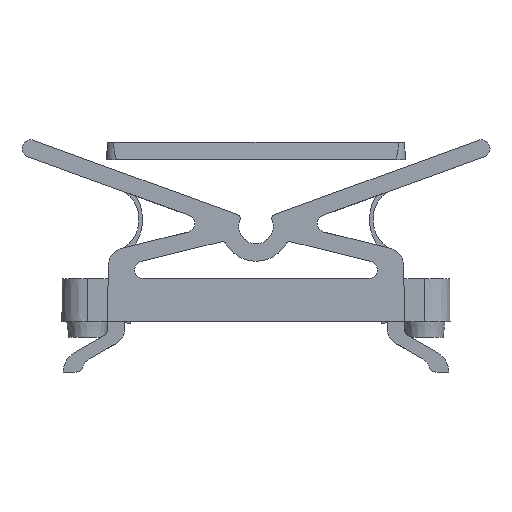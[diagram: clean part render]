
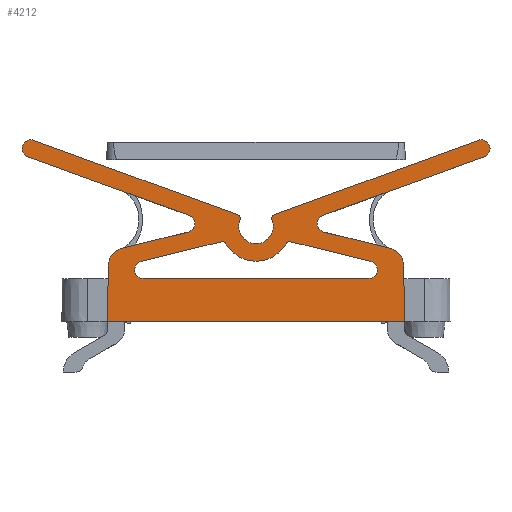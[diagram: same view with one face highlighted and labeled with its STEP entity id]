
A CAD part, left-side view. The second image highlights one B-rep face of the part: STEP entity #4212.
In plain terms, the highlighted planar face has unit normal (-1, 0, 0).
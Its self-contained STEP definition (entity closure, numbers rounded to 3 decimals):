
#214=CIRCLE('',#4541,0.5);
#215=CIRCLE('',#4542,4.);
#216=CIRCLE('',#4543,0.5);
#217=CIRCLE('',#4544,1.);
#218=CIRCLE('',#4545,1.);
#219=CIRCLE('',#4546,2.);
#220=CIRCLE('',#4547,1.);
#221=CIRCLE('',#4548,1.);
#222=CIRCLE('',#4549,0.5);
#223=CIRCLE('',#4550,2.);
#224=CIRCLE('',#4551,0.5);
#225=CIRCLE('',#4552,1.);
#226=CIRCLE('',#4553,1.);
#227=CIRCLE('',#4554,2.);
#656=ORIENTED_EDGE('',*,*,#1834,.T.);
#657=ORIENTED_EDGE('',*,*,#1835,.F.);
#658=ORIENTED_EDGE('',*,*,#1836,.T.);
#659=ORIENTED_EDGE('',*,*,#1837,.T.);
#660=ORIENTED_EDGE('',*,*,#1838,.T.);
#661=ORIENTED_EDGE('',*,*,#1839,.T.);
#662=ORIENTED_EDGE('',*,*,#1840,.T.);
#663=ORIENTED_EDGE('',*,*,#1841,.T.);
#664=ORIENTED_EDGE('',*,*,#1842,.F.);
#665=ORIENTED_EDGE('',*,*,#1670,.F.);
#666=ORIENTED_EDGE('',*,*,#1843,.F.);
#667=ORIENTED_EDGE('',*,*,#1844,.F.);
#668=ORIENTED_EDGE('',*,*,#1845,.T.);
#669=ORIENTED_EDGE('',*,*,#1600,.F.);
#670=ORIENTED_EDGE('',*,*,#1846,.F.);
#671=ORIENTED_EDGE('',*,*,#1847,.F.);
#672=ORIENTED_EDGE('',*,*,#1848,.F.);
#673=ORIENTED_EDGE('',*,*,#1849,.T.);
#674=ORIENTED_EDGE('',*,*,#1850,.F.);
#675=ORIENTED_EDGE('',*,*,#1851,.F.);
#676=ORIENTED_EDGE('',*,*,#1852,.F.);
#677=ORIENTED_EDGE('',*,*,#1622,.F.);
#678=ORIENTED_EDGE('',*,*,#1853,.T.);
#679=ORIENTED_EDGE('',*,*,#1854,.F.);
#680=ORIENTED_EDGE('',*,*,#1855,.F.);
#681=ORIENTED_EDGE('',*,*,#1718,.F.);
#1600=EDGE_CURVE('',#2210,#2211,#2636,.T.);
#1622=EDGE_CURVE('',#2232,#2233,#2658,.T.);
#1670=EDGE_CURVE('',#2280,#2281,#2702,.T.);
#1718=EDGE_CURVE('',#2328,#2329,#2742,.T.);
#1834=EDGE_CURVE('',#2406,#2407,#214,.T.);
#1835=EDGE_CURVE('',#2408,#2407,#215,.T.);
#1836=EDGE_CURVE('',#2408,#2409,#216,.T.);
#1837=EDGE_CURVE('',#2409,#2410,#2808,.T.);
#1838=EDGE_CURVE('',#2410,#2411,#217,.T.);
#1839=EDGE_CURVE('',#2411,#2412,#2809,.T.);
#1840=EDGE_CURVE('',#2412,#2413,#218,.T.);
#1841=EDGE_CURVE('',#2413,#2406,#2810,.T.);
#1842=EDGE_CURVE('',#2281,#2328,#2811,.T.);
#1843=EDGE_CURVE('',#2414,#2280,#219,.T.);
#1844=EDGE_CURVE('',#2415,#2414,#2812,.T.);
#1845=EDGE_CURVE('',#2415,#2211,#220,.T.);
#1846=EDGE_CURVE('',#2416,#2210,#221,.T.);
#1847=EDGE_CURVE('',#2417,#2416,#2813,.T.);
#1848=EDGE_CURVE('',#2418,#2417,#222,.T.);
#1849=EDGE_CURVE('',#2418,#2419,#223,.T.);
#1850=EDGE_CURVE('',#2420,#2419,#224,.T.);
#1851=EDGE_CURVE('',#2421,#2420,#2814,.T.);
#1852=EDGE_CURVE('',#2233,#2421,#225,.T.);
#1853=EDGE_CURVE('',#2232,#2422,#226,.T.);
#1854=EDGE_CURVE('',#2423,#2422,#2815,.T.);
#1855=EDGE_CURVE('',#2329,#2423,#227,.T.);
#2210=VERTEX_POINT('',#6262);
#2211=VERTEX_POINT('',#6264);
#2232=VERTEX_POINT('',#6309);
#2233=VERTEX_POINT('',#6311);
#2280=VERTEX_POINT('',#6408);
#2281=VERTEX_POINT('',#6410);
#2328=VERTEX_POINT('',#6519);
#2329=VERTEX_POINT('',#6521);
#2406=VERTEX_POINT('',#6745);
#2407=VERTEX_POINT('',#6746);
#2408=VERTEX_POINT('',#6748);
#2409=VERTEX_POINT('',#6750);
#2410=VERTEX_POINT('',#6752);
#2411=VERTEX_POINT('',#6754);
#2412=VERTEX_POINT('',#6756);
#2413=VERTEX_POINT('',#6758);
#2414=VERTEX_POINT('',#6762);
#2415=VERTEX_POINT('',#6764);
#2416=VERTEX_POINT('',#6767);
#2417=VERTEX_POINT('',#6769);
#2418=VERTEX_POINT('',#6771);
#2419=VERTEX_POINT('',#6773);
#2420=VERTEX_POINT('',#6775);
#2421=VERTEX_POINT('',#6777);
#2422=VERTEX_POINT('',#6780);
#2423=VERTEX_POINT('',#6782);
#2636=LINE('',#6263,#3020);
#2658=LINE('',#6310,#3042);
#2702=LINE('',#6409,#3086);
#2742=LINE('',#6520,#3126);
#2808=LINE('',#6751,#3192);
#2809=LINE('',#6755,#3193);
#2810=LINE('',#6759,#3194);
#2811=LINE('',#6760,#3195);
#2812=LINE('',#6763,#3196);
#2813=LINE('',#6768,#3197);
#2814=LINE('',#6776,#3198);
#2815=LINE('',#6781,#3199);
#3020=VECTOR('',#4928,1000.);
#3042=VECTOR('',#4956,1000.);
#3086=VECTOR('',#5014,1000.);
#3126=VECTOR('',#5068,1000.);
#3192=VECTOR('',#5302,1000.);
#3193=VECTOR('',#5305,1000.);
#3194=VECTOR('',#5308,1000.);
#3195=VECTOR('',#5309,1000.);
#3196=VECTOR('',#5312,1000.);
#3197=VECTOR('',#5317,1000.);
#3198=VECTOR('',#5324,1000.);
#3199=VECTOR('',#5329,1000.);
#3433=EDGE_LOOP('',(#656,#657,#658,#659,#660,#661,#662,#663));
#3434=EDGE_LOOP('',(#664,#665,#666,#667,#668,#669,#670,#671,#672,#673,#674,
#675,#676,#677,#678,#679,#680,#681));
#3757=FACE_BOUND('',#3433,.T.);
#3758=FACE_BOUND('',#3434,.T.);
#4060=PLANE('',#4540);
#4212=ADVANCED_FACE('',(#3757,#3758),#4060,.F.);
#4540=AXIS2_PLACEMENT_3D('',#6743,#5294,#5295);
#4541=AXIS2_PLACEMENT_3D('',#6744,#5296,#5297);
#4542=AXIS2_PLACEMENT_3D('',#6747,#5298,#5299);
#4543=AXIS2_PLACEMENT_3D('',#6749,#5300,#5301);
#4544=AXIS2_PLACEMENT_3D('',#6753,#5303,#5304);
#4545=AXIS2_PLACEMENT_3D('',#6757,#5306,#5307);
#4546=AXIS2_PLACEMENT_3D('',#6761,#5310,#5311);
#4547=AXIS2_PLACEMENT_3D('',#6765,#5313,#5314);
#4548=AXIS2_PLACEMENT_3D('',#6766,#5315,#5316);
#4549=AXIS2_PLACEMENT_3D('',#6770,#5318,#5319);
#4550=AXIS2_PLACEMENT_3D('',#6772,#5320,#5321);
#4551=AXIS2_PLACEMENT_3D('',#6774,#5322,#5323);
#4552=AXIS2_PLACEMENT_3D('',#6778,#5325,#5326);
#4553=AXIS2_PLACEMENT_3D('',#6779,#5327,#5328);
#4554=AXIS2_PLACEMENT_3D('',#6783,#5330,#5331);
#4928=DIRECTION('',(0.,0.94,-0.342));
#4956=DIRECTION('',(0.,0.94,0.342));
#5014=DIRECTION('',(0.,-0.017,-1.));
#5068=DIRECTION('',(0.,-0.017,1.));
#5294=DIRECTION('',(1.,0.,0.));
#5295=DIRECTION('',(0.,0.,-1.));
#5296=DIRECTION('',(1.,0.,0.));
#5297=DIRECTION('',(0.,0.,-1.));
#5298=DIRECTION('',(1.,0.,0.));
#5299=DIRECTION('',(0.,0.,-1.));
#5300=DIRECTION('',(1.,0.,0.));
#5301=DIRECTION('',(0.,0.,-1.));
#5302=DIRECTION('',(0.,-0.971,-0.239));
#5303=DIRECTION('',(1.,0.,0.));
#5304=DIRECTION('',(0.,0.,-1.));
#5305=DIRECTION('',(0.,1.,0.));
#5306=DIRECTION('',(1.,0.,0.));
#5307=DIRECTION('',(0.,0.,-1.));
#5308=DIRECTION('',(0.,-0.971,0.239));
#5309=DIRECTION('',(0.,1.,0.));
#5310=DIRECTION('',(1.,0.,0.));
#5311=DIRECTION('',(0.,0.,-1.));
#5312=DIRECTION('',(0.,-0.971,-0.239));
#5313=DIRECTION('',(1.,0.,0.));
#5314=DIRECTION('',(0.,0.,-1.));
#5315=DIRECTION('',(1.,0.,0.));
#5316=DIRECTION('',(0.,0.,-1.));
#5317=DIRECTION('',(0.,-0.94,0.342));
#5318=DIRECTION('',(1.,0.,0.));
#5319=DIRECTION('',(0.,0.,-1.));
#5320=DIRECTION('',(1.,0.,0.));
#5321=DIRECTION('',(0.,0.,-1.));
#5322=DIRECTION('',(1.,0.,0.));
#5323=DIRECTION('',(0.,0.,-1.));
#5324=DIRECTION('',(0.,-0.94,-0.342));
#5325=DIRECTION('',(1.,0.,0.));
#5326=DIRECTION('',(0.,0.,-1.));
#5327=DIRECTION('',(1.,0.,0.));
#5328=DIRECTION('',(0.,0.,-1.));
#5329=DIRECTION('',(0.,-0.971,0.239));
#5330=DIRECTION('',(1.,0.,0.));
#5331=DIRECTION('',(0.,0.,-1.));
#6262=CARTESIAN_POINT('',(-17.15,-26.342,19.06));
#6263=CARTESIAN_POINT('',(-17.15,-27.,19.3));
#6264=CARTESIAN_POINT('',(-17.15,-7.71,12.279));
#6309=CARTESIAN_POINT('',(-17.15,7.71,12.279));
#6310=CARTESIAN_POINT('',(-17.15,4.622,11.155));
#6311=CARTESIAN_POINT('',(-17.15,26.342,19.06));
#6408=CARTESIAN_POINT('',(-17.15,-17.035,6.563));
#6409=CARTESIAN_POINT('',(-17.15,-17.008,8.101));
#6410=CARTESIAN_POINT('',(-17.15,-17.15,0.));
#6519=CARTESIAN_POINT('',(-17.15,17.15,0.));
#6520=CARTESIAN_POINT('',(-17.15,17.173,-1.368));
#6521=CARTESIAN_POINT('',(-17.15,17.035,6.563));
#6743=CARTESIAN_POINT('',(-17.15,-19.65,-5.8));
#6744=CARTESIAN_POINT('',(-17.15,3.902,8.758));
#6745=CARTESIAN_POINT('',(-17.15,4.021,9.243));
#6746=CARTESIAN_POINT('',(-17.15,3.468,9.007));
#6747=CARTESIAN_POINT('',(-17.15,0.,11.));
#6748=CARTESIAN_POINT('',(-17.15,-3.468,9.007));
#6749=CARTESIAN_POINT('',(-17.15,-3.902,8.758));
#6750=CARTESIAN_POINT('',(-17.15,-4.021,9.243));
#6751=CARTESIAN_POINT('',(-17.15,-4.021,9.243));
#6752=CARTESIAN_POINT('',(-17.15,-13.238,6.971));
#6753=CARTESIAN_POINT('',(-17.15,-12.998,6.));
#6754=CARTESIAN_POINT('',(-17.15,-12.998,5.));
#6755=CARTESIAN_POINT('',(-17.15,-12.998,5.));
#6756=CARTESIAN_POINT('',(-17.15,12.998,5.));
#6757=CARTESIAN_POINT('',(-17.15,12.998,6.));
#6758=CARTESIAN_POINT('',(-17.15,13.238,6.971));
#6759=CARTESIAN_POINT('',(-17.15,13.238,6.971));
#6760=CARTESIAN_POINT('',(-17.15,-15.15,0.));
#6761=CARTESIAN_POINT('',(-17.15,-15.035,6.528));
#6762=CARTESIAN_POINT('',(-17.15,-15.514,8.47));
#6763=CARTESIAN_POINT('',(-17.15,-4.622,11.155));
#6764=CARTESIAN_POINT('',(-17.15,-7.813,10.368));
#6765=CARTESIAN_POINT('',(-17.15,-8.052,11.339));
#6766=CARTESIAN_POINT('',(-17.15,-26.,20.));
#6767=CARTESIAN_POINT('',(-17.15,-25.658,20.94));
#6768=CARTESIAN_POINT('',(-17.15,0.,11.601));
#6769=CARTESIAN_POINT('',(-17.15,-2.155,12.385));
#6770=CARTESIAN_POINT('',(-17.15,-2.326,11.916));
#6771=CARTESIAN_POINT('',(-17.15,-1.861,11.732));
#6772=CARTESIAN_POINT('',(-17.15,0.,11.));
#6773=CARTESIAN_POINT('',(-17.15,1.861,11.732));
#6774=CARTESIAN_POINT('',(-17.15,2.326,11.916));
#6775=CARTESIAN_POINT('',(-17.15,2.155,12.385));
#6776=CARTESIAN_POINT('',(-17.15,25.824,21.));
#6777=CARTESIAN_POINT('',(-17.15,25.658,20.94));
#6778=CARTESIAN_POINT('',(-17.15,26.,20.));
#6779=CARTESIAN_POINT('',(-17.15,8.052,11.339));
#6780=CARTESIAN_POINT('',(-17.15,7.813,10.368));
#6781=CARTESIAN_POINT('',(-17.15,17.008,8.101));
#6782=CARTESIAN_POINT('',(-17.15,15.514,8.47));
#6783=CARTESIAN_POINT('',(-17.15,15.035,6.528));
